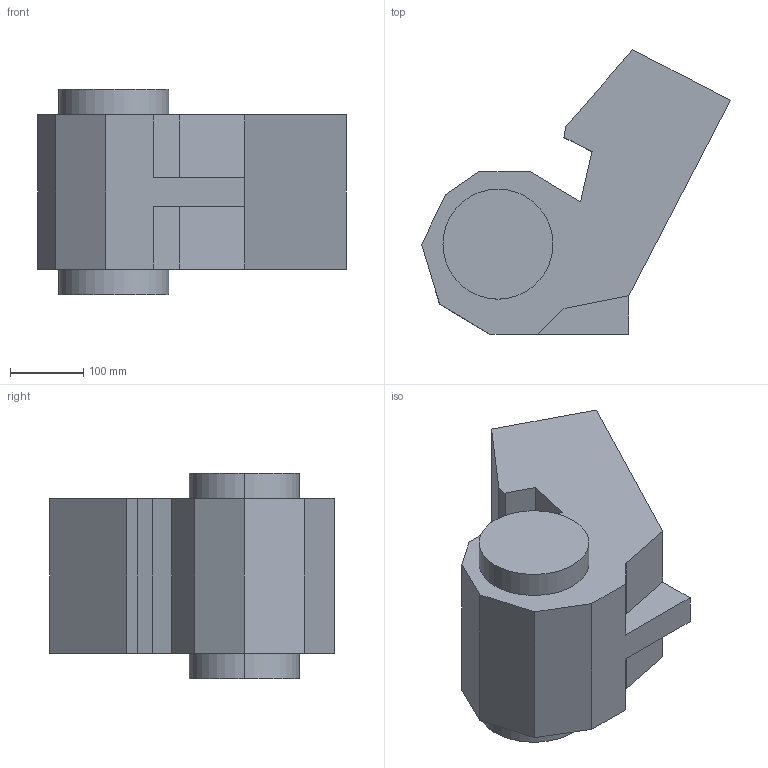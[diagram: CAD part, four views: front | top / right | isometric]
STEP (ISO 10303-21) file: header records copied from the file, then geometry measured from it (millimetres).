
FILE_DESCRIPTION (( 'STEP AP214' ), '1' );
FILE_NAME ('gabarit_moteur.STEP', '2018-03-16T19:35:26', ( '' ), ( '' ), 'SwSTEP 2.0', 'SolidWorks 2016', '' );
FILE_SCHEMA (( 'AUTOMOTIVE_DESIGN' ));
Length unit declared in the file: millimetre
Products named in the file (1): gabarit_moteur
Bounding box: 420.9 x 387.73 x 280 mm (x, y, z)
Volume: 18609840.1 mm3; surface area: 494264.5 mm2
Topology: 1 solids, 1 shells, 28 faces, 70 edges, 46 vertices
Faces by surface type: plane 24, cylinder 4
Entity records: 860 total; most frequent: CARTESIAN_POINT 145, ORIENTED_EDGE 140, DIRECTION 136, EDGE_CURVE 70, LINE 62, VECTOR 62, VERTEX_POINT 46, AXIS2_PLACEMENT_3D 37
